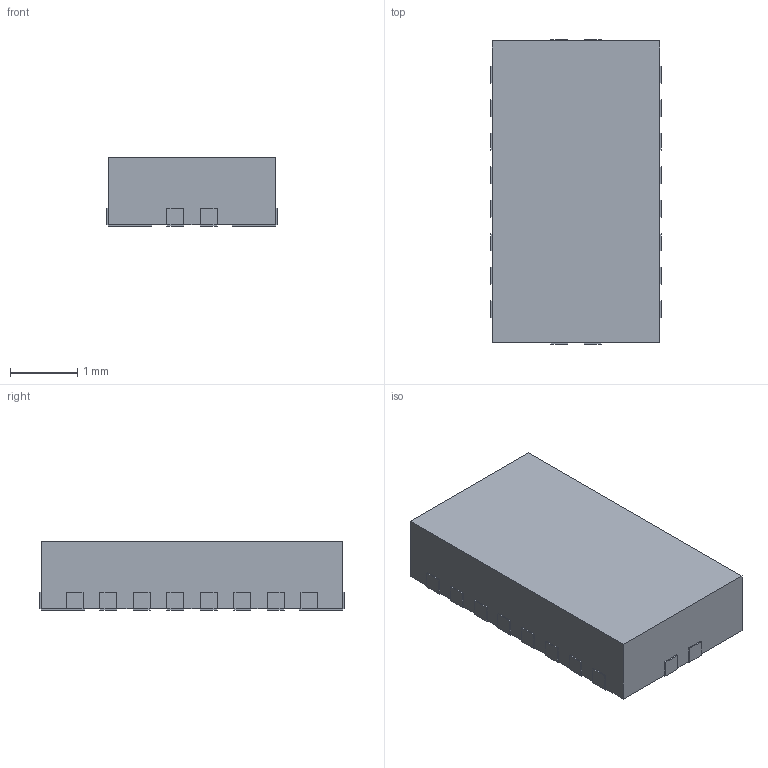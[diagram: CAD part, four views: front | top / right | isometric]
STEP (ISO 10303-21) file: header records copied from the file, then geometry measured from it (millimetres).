
FILE_DESCRIPTION(('FreeCAD Model'),'2;1');
FILE_NAME('Open CASCADE Shape Model','2022-06-27T16:12:55',('Author'),( ''),'Open CASCADE STEP processor 7.5','FreeCAD','Unknown');
FILE_SCHEMA(('AUTOMOTIVE_DESIGN { 1 0 10303 214 1 1 1 1 }'));
Length unit declared in the file: millimetre
Products named in the file (1): Body
Bounding box: 2.54 x 4.54 x 1.02 mm (x, y, z)
Volume: 11.3 mm3; surface area: 37.6 mm2
Topology: 1 solids, 1 shells, 206 faces, 492 edges, 288 vertices
Faces by surface type: plane 206
Entity records: 12094 total; most frequent: CARTESIAN_POINT 1971, DIRECTION 1890, LINE 1476, VECTOR 1476, ORIENTED_EDGE 984, PCURVE 984, DEFINITIONAL_REPRESENTATION 984, EDGE_CURVE 492
